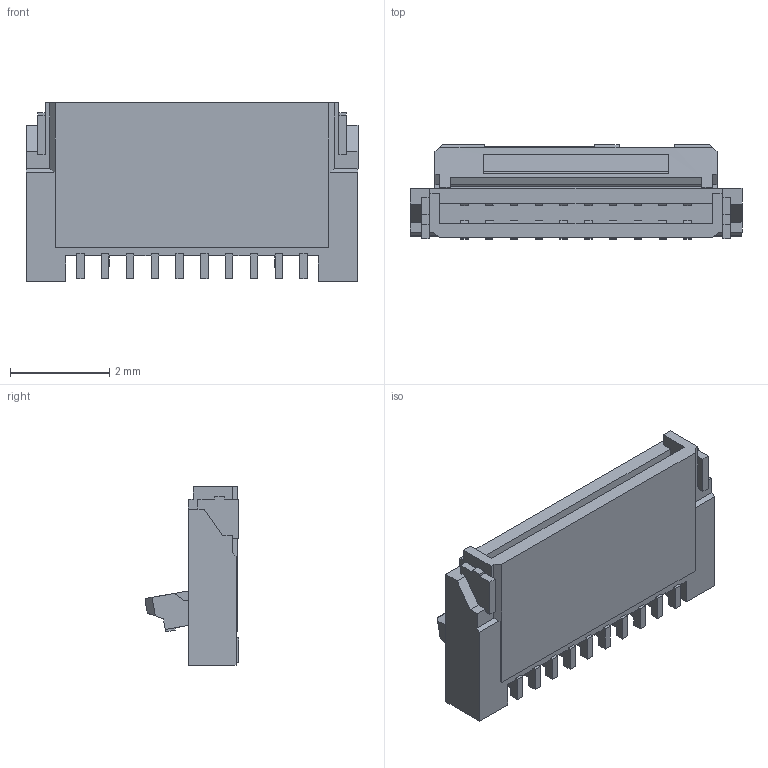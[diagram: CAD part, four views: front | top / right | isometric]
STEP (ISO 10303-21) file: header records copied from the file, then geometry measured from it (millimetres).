
FILE_DESCRIPTION(/* description */ ('STEP AP214'),/* implementation_level */ '2;1');
FILE_NAME(/* name */ '5034801000',/* time_stamp */ '2023-02-21T01:53:33+01:00',/* author */ ('License CC BY-ND 4.0'),/* organization */ ('CADENAS'),/* preprocessor_version */ 'ST-DEVELOPER v18.102',/* originating_system */ 'PARTsolutions',/* authorisation */ ' ');
FILE_SCHEMA (('AUTOMOTIVE_DESIGN {1 0 10303 214 3 1 1}'));
Length unit declared in the file: millimetre
Products named in the file (2): 5034801000; 5034801000_PART1
Assembly tree (1 placements, depth 2):
  5034801000
    5034801000_PART1
Bounding box: 6.7 x 1.9 x 3.6 mm (x, y, z)
Volume: 15.8 mm3; surface area: 118.7 mm2
Topology: 1 solids, 1 shells, 466 faces, 1291 edges, 858 vertices
Faces by surface type: plane 424, cylinder 42
Entity records: 14729 total; most frequent: CARTESIAN_POINT 2635, ORIENTED_EDGE 2582, DIRECTION 2309, EDGE_CURVE 1291, LINE 1197, VECTOR 1197, VERTEX_POINT 858, AXIS2_PLACEMENT_3D 556
